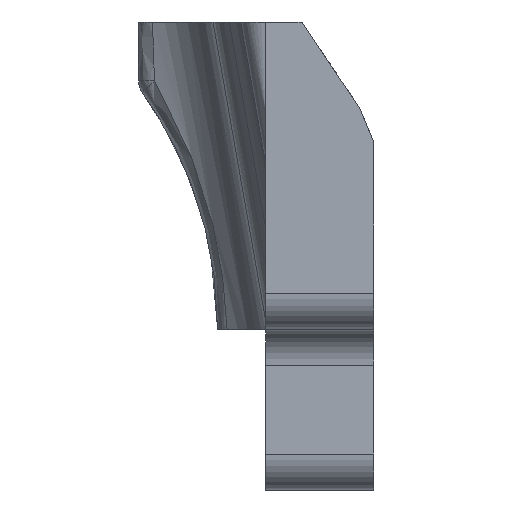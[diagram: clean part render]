
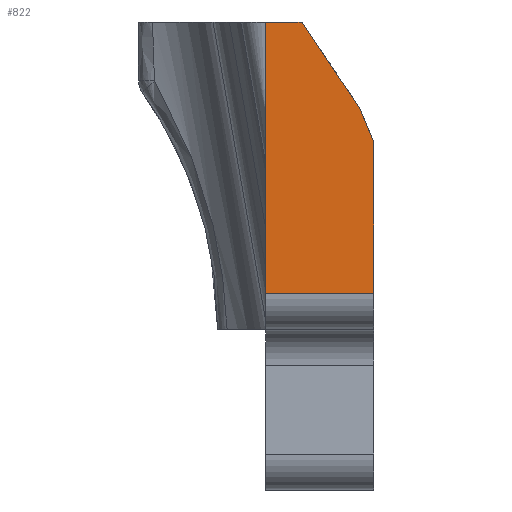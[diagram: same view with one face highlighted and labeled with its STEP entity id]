
A CAD part, left-side view. The second image highlights one B-rep face of the part: STEP entity #822.
In plain terms, the highlighted planar face has unit normal (-1, 0, 0).
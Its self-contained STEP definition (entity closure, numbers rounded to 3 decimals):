
#184=CARTESIAN_POINT('',(873.308,962.909,80.21));
#185=VERTEX_POINT('',#184);
#186=CARTESIAN_POINT('',(873.308,962.909,73.9));
#187=VERTEX_POINT('',#186);
#188=CARTESIAN_POINT('',(873.308,962.909,80.21));
#189=DIRECTION('',(-0.,0.,-1.));
#190=VECTOR('',#189,6.31);
#191=LINE('',#188,#190);
#192=EDGE_CURVE('',#185,#187,#191,.T.);
#552=CARTESIAN_POINT('',(873.308,967.409,73.9));
#553=VERTEX_POINT('',#552);
#561=CARTESIAN_POINT('',(873.308,967.409,85.2));
#562=VERTEX_POINT('',#561);
#563=CARTESIAN_POINT('',(873.308,967.409,85.2));
#564=DIRECTION('',(-0.,0.,-1.));
#565=VECTOR('',#564,11.3);
#566=LINE('',#563,#565);
#567=EDGE_CURVE('',#562,#553,#566,.T.);
#785=CARTESIAN_POINT('',(873.308,967.409,75.4));
#786=DIRECTION('',(-1.,-0.,0.));
#787=DIRECTION('',(0.,-0.,1.));
#788=AXIS2_PLACEMENT_3D('',#785,#786,#787);
#789=PLANE('',#788);
#790=ORIENTED_EDGE('',*,*,#567,.T.);
#791=CARTESIAN_POINT('',(873.308,967.409,73.9));
#792=DIRECTION('',(0.,-1.,-0.));
#793=VECTOR('',#792,4.5);
#794=LINE('',#791,#793);
#795=EDGE_CURVE('',#553,#187,#794,.T.);
#796=ORIENTED_EDGE('',*,*,#795,.T.);
#797=ORIENTED_EDGE('',*,*,#192,.F.);
#798=CARTESIAN_POINT('',(873.308,963.485,81.599));
#799=VERTEX_POINT('',#798);
#800=CARTESIAN_POINT('',(873.308,962.909,80.21));
#801=DIRECTION('',(0.,0.383,0.924));
#802=VECTOR('',#801,1.504);
#803=LINE('',#800,#802);
#804=EDGE_CURVE('',#185,#799,#803,.T.);
#805=ORIENTED_EDGE('',*,*,#804,.T.);
#806=CARTESIAN_POINT('',(873.308,965.891,85.2));
#807=VERTEX_POINT('',#806);
#808=CARTESIAN_POINT('',(873.308,963.485,81.599));
#809=DIRECTION('',(0.,0.556,0.831));
#810=VECTOR('',#809,4.33);
#811=LINE('',#808,#810);
#812=EDGE_CURVE('',#799,#807,#811,.T.);
#813=ORIENTED_EDGE('',*,*,#812,.T.);
#814=CARTESIAN_POINT('',(873.308,967.409,85.2));
#815=DIRECTION('',(0.,-1.,-0.));
#816=VECTOR('',#815,1.519);
#817=LINE('',#814,#816);
#818=EDGE_CURVE('',#562,#807,#817,.T.);
#819=ORIENTED_EDGE('',*,*,#818,.F.);
#820=EDGE_LOOP('',(#790,#796,#797,#805,#813,#819));
#821=FACE_BOUND('',#820,.T.);
#822=ADVANCED_FACE('',(#821),#789,.T.);
